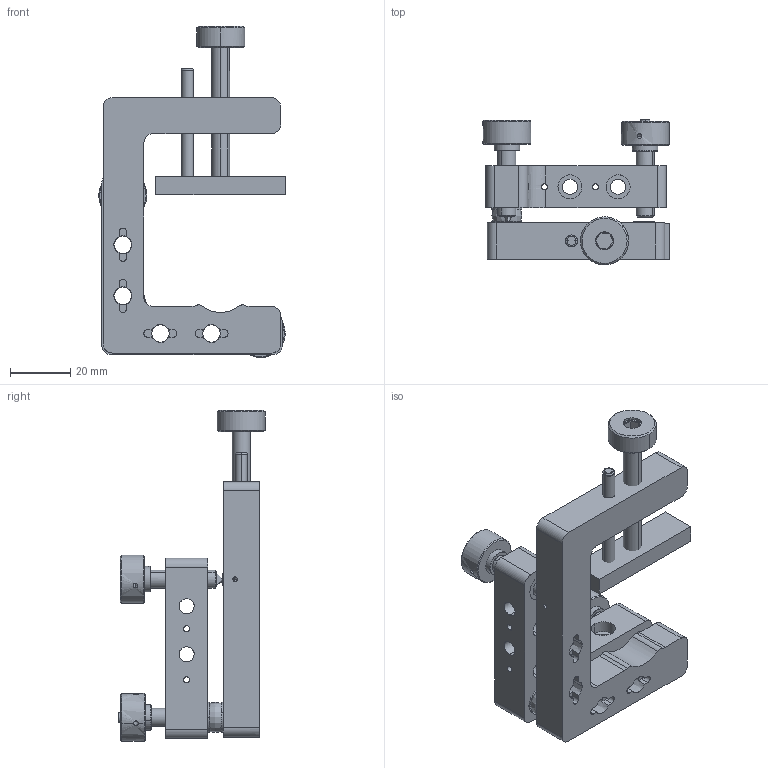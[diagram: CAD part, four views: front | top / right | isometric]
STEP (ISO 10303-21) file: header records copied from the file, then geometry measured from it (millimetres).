
FILE_DESCRIPTION(/* description */ (''),/* implementation_level */ '2;1');
FILE_NAME(/* name */ 'MMR-VM',/* time_stamp */ '2021-08-20T17:29:30+03:00',/* author */ (''),/* organization */ (''),/* preprocessor_version */ 'ST-DEVELOPER v15',/* originating_system */ '',/* authorisation */ '');
FILE_SCHEMA (('AUTOMOTIVE_DESIGN'));
Length unit declared in the file: millimetre
Products named in the file (8): Document; Держатель MMR-VM; Держатель MMR-VM_Su
bstitute_1; Block 01; Block 02; Block 03; Block 04
Assembly tree (7 placements, depth 5):
  Document
    Document
      Держатель MMR-VM
        Держатель MMR-VM_Su
bstitute_1
          Block 01
          Block 02
          Block 03
          Block 04
Bounding box: 62 x 48.71 x 110.14 mm (x, y, z)
Volume: 50367.4 mm3; surface area: 30072.8 mm2
Topology: 19 solids, 30 shells, 737 faces, 2055 edges, 1364 vertices
Faces by surface type: bspline 737
Entity records: 51758 total; most frequent: CARTESIAN_POINT 26138, B_SPLINE_CURVE_WITH_KNOTS 4724, ORIENTED_EDGE 4010, PCURVE 4010, DEFINITIONAL_REPRESENTATION 4010, SURFACE_CURVE 2033, EDGE_CURVE 2033, VERTEX_POINT 1364
